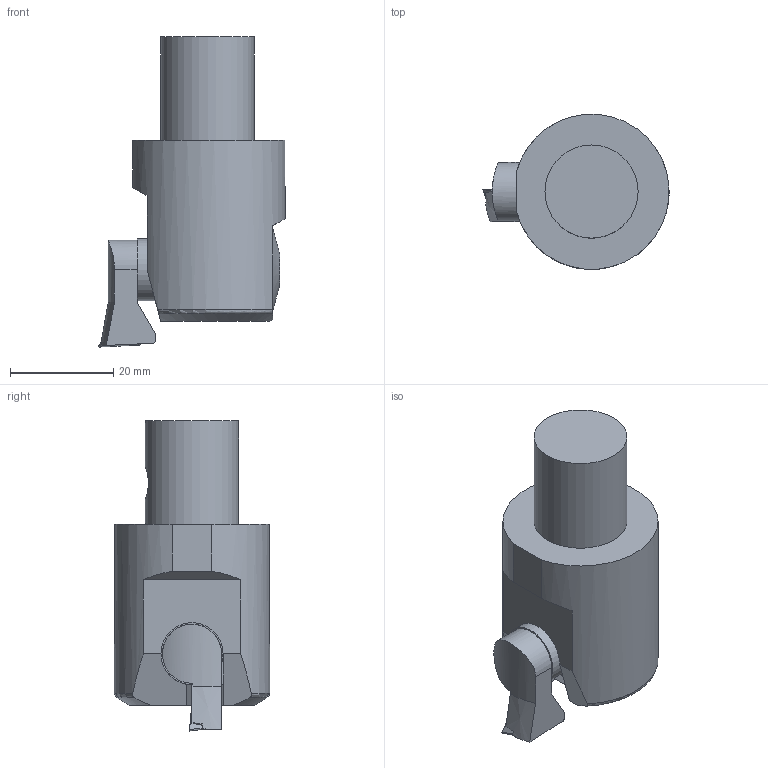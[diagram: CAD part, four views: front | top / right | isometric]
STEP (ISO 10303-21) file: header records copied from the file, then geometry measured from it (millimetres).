
FILE_DESCRIPTION((''),'1');
FILE_NAME('EWN32-60CKB3_ENH3-1_new.stp','2023-03-06T06:10:12',(''),(''),'Spatial Interop R21 SP3','Kubotek KeyCreator 2011 V10.0.2 (22737)',' ');
FILE_SCHEMA(('automotive_design'));
Length unit declared in the file: millimetre
Products named in the file (4): 240[2]; 241[3]
Bounding box: 36 x 29.99 x 59.96 mm (x, y, z)
Volume: 28440.6 mm3; surface area: 7759.3 mm2
Topology: 4 solids, 4 shells, 61 faces, 149 edges, 100 vertices
Faces by surface type: plane 38, cylinder 16, cone 4, torus 2, bspline 1
Full cylindrical faces by diameter (mm): 2.3 x2, 6.2 x1, 12 x2, 18 x1
Entity records: 3484 total; most frequent: CARTESIAN_POINT 547, DIRECTION 292, ORIENTED_EDGE 280, PRESENTATION_STYLE_ASSIGNMENT 270, COLOUR_RGB 270, STYLED_ITEM 205, CURVE_STYLE 205, DRAUGHTING_PRE_DEFINED_CURVE_FONT 205
